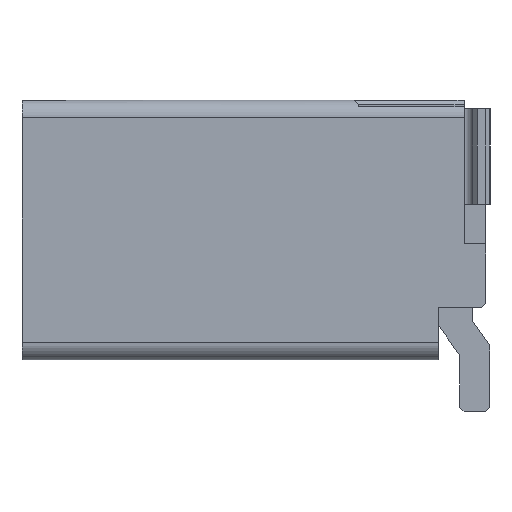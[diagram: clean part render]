
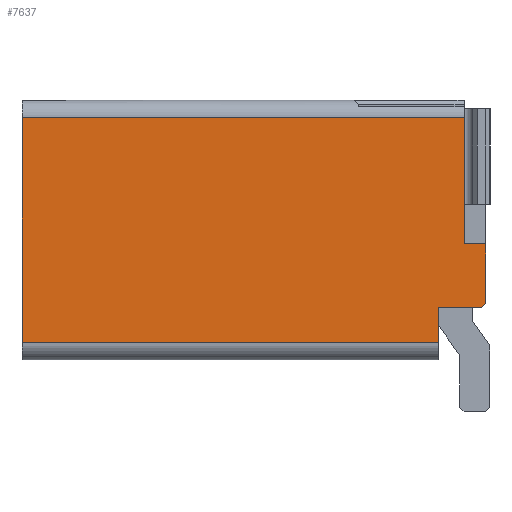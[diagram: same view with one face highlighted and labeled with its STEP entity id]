
A CAD part, left-side view. The second image highlights one B-rep face of the part: STEP entity #7637.
In plain terms, the highlighted planar face has unit normal (-1, 0, 0).
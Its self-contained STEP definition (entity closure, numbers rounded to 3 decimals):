
#132 = VERTEX_POINT ( 'NONE', #7962 ) ;
#202 = DIRECTION ( 'NONE',  ( 0., -1., 0. ) ) ;
#227 = FACE_OUTER_BOUND ( 'NONE', #5489, .T. ) ;
#307 = CARTESIAN_POINT ( 'NONE',  ( -3.5, -2.13, -1.3 ) ) ;
#321 = CARTESIAN_POINT ( 'NONE',  ( -3.5, -2.13, -0.9 ) ) ;
#378 = EDGE_CURVE ( 'NONE', #5682, #3319, #4275, .T. ) ;
#587 = LINE ( 'NONE', #5784, #2432 ) ;
#688 = VECTOR ( 'NONE', #202, 1000. ) ;
#945 = CARTESIAN_POINT ( 'NONE',  ( -3.5, -2.43, -0.16 ) ) ;
#959 = LINE ( 'NONE', #7238, #6797 ) ;
#1118 = LINE ( 'NONE', #7555, #6396 ) ;
#1178 = ORIENTED_EDGE ( 'NONE', *, *, #7683, .T. ) ;
#1393 = PLANE ( 'NONE',  #2917 ) ;
#1705 = DIRECTION ( 'NONE',  ( 0., -1., 0. ) ) ;
#1822 = EDGE_CURVE ( 'NONE', #6010, #6028, #1118, .T. ) ;
#1955 = DIRECTION ( 'NONE',  ( 0., 0., 1. ) ) ;
#2158 = EDGE_CURVE ( 'NONE', #7882, #6010, #5031, .T. ) ;
#2291 = LINE ( 'NONE', #3432, #8493 ) ;
#2432 = VECTOR ( 'NONE', #6563, 1000. ) ;
#2444 = VECTOR ( 'NONE', #4892, 1000. ) ;
#2655 = ORIENTED_EDGE ( 'NONE', *, *, #5987, .T. ) ;
#2861 = EDGE_CURVE ( 'NONE', #3319, #8094, #8879, .T. ) ;
#2917 = AXIS2_PLACEMENT_3D ( 'NONE', #6228, #7117, #6465 ) ;
#3147 = ORIENTED_EDGE ( 'NONE', *, *, #2158, .T. ) ;
#3319 = VERTEX_POINT ( 'NONE', #945 ) ;
#3432 = CARTESIAN_POINT ( 'NONE',  ( -3.5, -1.765, -1.765 ) ) ;
#3758 = ORIENTED_EDGE ( 'NONE', *, *, #7149, .T. ) ;
#4202 = ORIENTED_EDGE ( 'NONE', *, *, #2861, .T. ) ;
#4275 = LINE ( 'NONE', #7744, #2444 ) ;
#4652 = CARTESIAN_POINT ( 'NONE',  ( -3.5, -2.68, -0.16 ) ) ;
#4693 = EDGE_CURVE ( 'NONE', #5449, #132, #2291, .T. ) ;
#4892 = DIRECTION ( 'NONE',  ( 0., 1., 0. ) ) ;
#5031 = LINE ( 'NONE', #307, #7412 ) ;
#5156 = VECTOR ( 'NONE', #7078, 1000. ) ;
#5216 = DIRECTION ( 'NONE',  ( 0., 0., -1. ) ) ;
#5449 = VERTEX_POINT ( 'NONE', #6019 ) ;
#5489 = EDGE_LOOP ( 'NONE', ( #4202, #3758, #2655, #3147, #7984, #7495, #7393, #1178, #6792 ) ) ;
#5682 = VERTEX_POINT ( 'NONE', #4652 ) ;
#5738 = CARTESIAN_POINT ( 'NONE',  ( -3.5, -2.68, -0.9 ) ) ;
#5784 = CARTESIAN_POINT ( 'NONE',  ( -3.5, -2.68, -0.16 ) ) ;
#5976 = LINE ( 'NONE', #5738, #688 ) ;
#5987 = EDGE_CURVE ( 'NONE', #8147, #7882, #959, .T. ) ;
#6010 = VERTEX_POINT ( 'NONE', #8739 ) ;
#6019 = CARTESIAN_POINT ( 'NONE',  ( -3.5, -2.63, -0.9 ) ) ;
#6028 = VERTEX_POINT ( 'NONE', #321 ) ;
#6228 = CARTESIAN_POINT ( 'NONE',  ( -3.5, 0., 0. ) ) ;
#6256 = CARTESIAN_POINT ( 'NONE',  ( -3.5, 2.68, 1.3 ) ) ;
#6321 = VECTOR ( 'NONE', #9015, 1000. ) ;
#6396 = VECTOR ( 'NONE', #1955, 1000. ) ;
#6465 = DIRECTION ( 'NONE',  ( 0., 0., 1. ) ) ;
#6563 = DIRECTION ( 'NONE',  ( 0., 0., 1. ) ) ;
#6792 = ORIENTED_EDGE ( 'NONE', *, *, #378, .T. ) ;
#6797 = VECTOR ( 'NONE', #5216, 1000. ) ;
#7078 = DIRECTION ( 'NONE',  ( 0., 0., 1. ) ) ;
#7117 = DIRECTION ( 'NONE',  ( -1., 0., 0. ) ) ;
#7149 = EDGE_CURVE ( 'NONE', #8094, #8147, #8192, .T. ) ;
#7238 = CARTESIAN_POINT ( 'NONE',  ( -3.5, 2.68, -1.5 ) ) ;
#7393 = ORIENTED_EDGE ( 'NONE', *, *, #4693, .T. ) ;
#7412 = VECTOR ( 'NONE', #1705, 1000. ) ;
#7495 = ORIENTED_EDGE ( 'NONE', *, *, #7995, .T. ) ;
#7555 = CARTESIAN_POINT ( 'NONE',  ( -3.5, -2.13, -0.9 ) ) ;
#7586 = CARTESIAN_POINT ( 'NONE',  ( -3.5, 2.68, -1.3 ) ) ;
#7637 = ADVANCED_FACE ( 'NONE', ( #227 ), #1393, .T. ) ;
#7683 = EDGE_CURVE ( 'NONE', #132, #5682, #587, .T. ) ;
#7744 = CARTESIAN_POINT ( 'NONE',  ( -3.5, -2.43, -0.16 ) ) ;
#7855 = CARTESIAN_POINT ( 'NONE',  ( -3.5, -2.43, 1.3 ) ) ;
#7882 = VERTEX_POINT ( 'NONE', #7586 ) ;
#7962 = CARTESIAN_POINT ( 'NONE',  ( -3.5, -2.68, -0.85 ) ) ;
#7984 = ORIENTED_EDGE ( 'NONE', *, *, #1822, .T. ) ;
#7995 = EDGE_CURVE ( 'NONE', #6028, #5449, #5976, .T. ) ;
#8094 = VERTEX_POINT ( 'NONE', #7855 ) ;
#8147 = VERTEX_POINT ( 'NONE', #8703 ) ;
#8192 = LINE ( 'NONE', #6256, #6321 ) ;
#8278 = DIRECTION ( 'NONE',  ( 0., -0.707, 0.707 ) ) ;
#8454 = CARTESIAN_POINT ( 'NONE',  ( -3.5, -2.43, 1.425 ) ) ;
#8493 = VECTOR ( 'NONE', #8278, 1000. ) ;
#8703 = CARTESIAN_POINT ( 'NONE',  ( -3.5, 2.68, 1.3 ) ) ;
#8739 = CARTESIAN_POINT ( 'NONE',  ( -3.5, -2.13, -1.3 ) ) ;
#8879 = LINE ( 'NONE', #8454, #5156 ) ;
#9015 = DIRECTION ( 'NONE',  ( 0., 1., 0. ) ) ;
